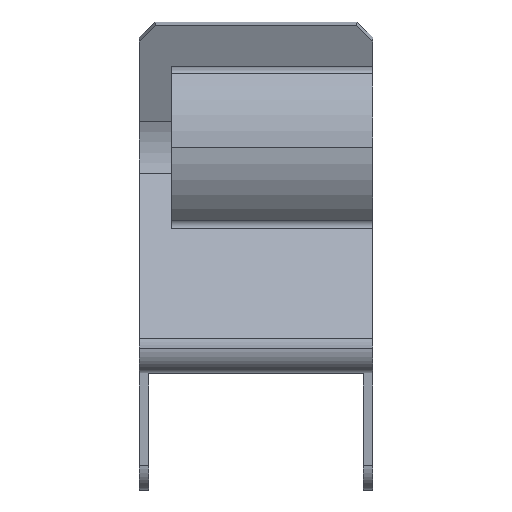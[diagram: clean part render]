
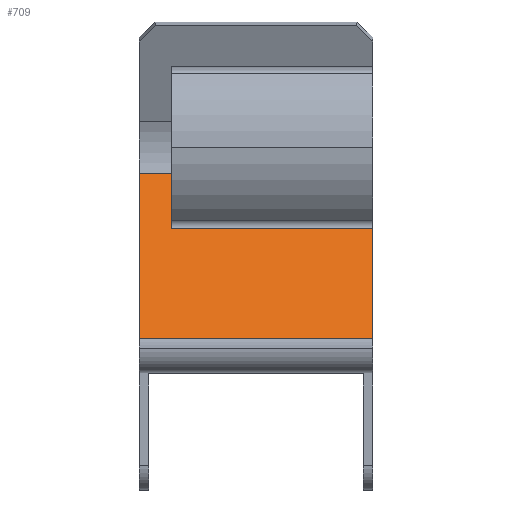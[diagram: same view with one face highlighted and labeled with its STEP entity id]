
A CAD part, top view. The second image highlights one B-rep face of the part: STEP entity #709.
In plain terms, the highlighted planar face has unit normal (0, 0.392, 0.92).
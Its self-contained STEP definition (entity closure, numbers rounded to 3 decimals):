
#21 = EDGE_CURVE ( 'NONE', #556, #1581, #1767, .T. ) ;
#35 = EDGE_CURVE ( 'NONE', #610, #556, #2511, .T. ) ;
#65 = CARTESIAN_POINT ( 'NONE',  ( 7.112, 4.401, 1.957 ) ) ;
#95 = ORIENTED_EDGE ( 'NONE', *, *, #2483, .T. ) ;
#114 = ORIENTED_EDGE ( 'NONE', *, *, #196, .T. ) ;
#125 = CARTESIAN_POINT ( 'NONE',  ( 1., 4.401, 1.957 ) ) ;
#146 = EDGE_LOOP ( 'NONE', ( #114, #2630, #1387, #95, #2336, #1219, #338 ) ) ;
#196 = EDGE_CURVE ( 'NONE', #570, #1839, #1858, .T. ) ;
#286 = DIRECTION ( 'NONE',  ( 0., -0.392, -0.92 ) ) ;
#338 = ORIENTED_EDGE ( 'NONE', *, *, #1999, .T. ) ;
#356 = CARTESIAN_POINT ( 'NONE',  ( 7.112, 4.401, 1.957 ) ) ;
#387 = VECTOR ( 'NONE', #2285, 1000. ) ;
#397 = AXIS2_PLACEMENT_3D ( 'NONE', #790, #286, #992 ) ;
#431 = CARTESIAN_POINT ( 'NONE',  ( 1., 6.073, 1.244 ) ) ;
#501 = CARTESIAN_POINT ( 'NONE',  ( 0., 6.073, 1.244 ) ) ;
#556 = VERTEX_POINT ( 'NONE', #989 ) ;
#570 = VERTEX_POINT ( 'NONE', #501 ) ;
#610 = VERTEX_POINT ( 'NONE', #431 ) ;
#620 = CARTESIAN_POINT ( 'NONE',  ( 1., 1.044, 3.388 ) ) ;
#622 = DIRECTION ( 'NONE',  ( 0., -0.92, 0.392 ) ) ;
#627 = LINE ( 'NONE', #356, #1824 ) ;
#640 = DIRECTION ( 'NONE',  ( -1., 0., 0. ) ) ;
#667 = LINE ( 'NONE', #620, #2477 ) ;
#709 = ADVANCED_FACE ( 'NONE', ( #897 ), #1151, .F. ) ;
#790 = CARTESIAN_POINT ( 'NONE',  ( 1., 6.073, 1.244 ) ) ;
#803 = CARTESIAN_POINT ( 'NONE',  ( 1., 6.073, 1.244 ) ) ;
#897 = FACE_OUTER_BOUND ( 'NONE', #146, .T. ) ;
#989 = CARTESIAN_POINT ( 'NONE',  ( 1., 4.823, 1.777 ) ) ;
#992 = DIRECTION ( 'NONE',  ( 0., 0.92, -0.392 ) ) ;
#1026 = CARTESIAN_POINT ( 'NONE',  ( 0., 1.044, 3.388 ) ) ;
#1151 = PLANE ( 'NONE',  #397 ) ;
#1219 = ORIENTED_EDGE ( 'NONE', *, *, #35, .F. ) ;
#1236 = DIRECTION ( 'NONE',  ( 0., -0.92, 0.392 ) ) ;
#1237 = DIRECTION ( 'NONE',  ( 0., -0.92, 0.392 ) ) ;
#1254 = CARTESIAN_POINT ( 'NONE',  ( 7.112, 4.401, 1.957 ) ) ;
#1318 = DIRECTION ( 'NONE',  ( -1., 0., 0. ) ) ;
#1324 = DIRECTION ( 'NONE',  ( -1., 0., 0. ) ) ;
#1387 = ORIENTED_EDGE ( 'NONE', *, *, #1842, .F. ) ;
#1419 = LINE ( 'NONE', #1937, #2206 ) ;
#1434 = VECTOR ( 'NONE', #1237, 1000. ) ;
#1536 = VECTOR ( 'NONE', #1318, 1000. ) ;
#1581 = VERTEX_POINT ( 'NONE', #125 ) ;
#1701 = CARTESIAN_POINT ( 'NONE',  ( 0., 6.073, 1.244 ) ) ;
#1767 = LINE ( 'NONE', #803, #387 ) ;
#1824 = VECTOR ( 'NONE', #1236, 1000. ) ;
#1839 = VERTEX_POINT ( 'NONE', #1026 ) ;
#1842 = EDGE_CURVE ( 'NONE', #2540, #2133, #627, .T. ) ;
#1858 = LINE ( 'NONE', #1701, #2048 ) ;
#1860 = LINE ( 'NONE', #65, #1536 ) ;
#1937 = CARTESIAN_POINT ( 'NONE',  ( 1., 6.073, 1.244 ) ) ;
#1999 = EDGE_CURVE ( 'NONE', #610, #570, #1419, .T. ) ;
#2048 = VECTOR ( 'NONE', #622, 1000. ) ;
#2133 = VERTEX_POINT ( 'NONE', #2604 ) ;
#2206 = VECTOR ( 'NONE', #1324, 1000. ) ;
#2285 = DIRECTION ( 'NONE',  ( 0., -0.92, 0.392 ) ) ;
#2336 = ORIENTED_EDGE ( 'NONE', *, *, #21, .F. ) ;
#2419 = EDGE_CURVE ( 'NONE', #2133, #1839, #667, .T. ) ;
#2477 = VECTOR ( 'NONE', #640, 1000. ) ;
#2483 = EDGE_CURVE ( 'NONE', #2540, #1581, #1860, .T. ) ;
#2511 = LINE ( 'NONE', #2700, #1434 ) ;
#2540 = VERTEX_POINT ( 'NONE', #1254 ) ;
#2604 = CARTESIAN_POINT ( 'NONE',  ( 7.112, 1.044, 3.388 ) ) ;
#2630 = ORIENTED_EDGE ( 'NONE', *, *, #2419, .F. ) ;
#2700 = CARTESIAN_POINT ( 'NONE',  ( 1., 6.073, 1.244 ) ) ;
